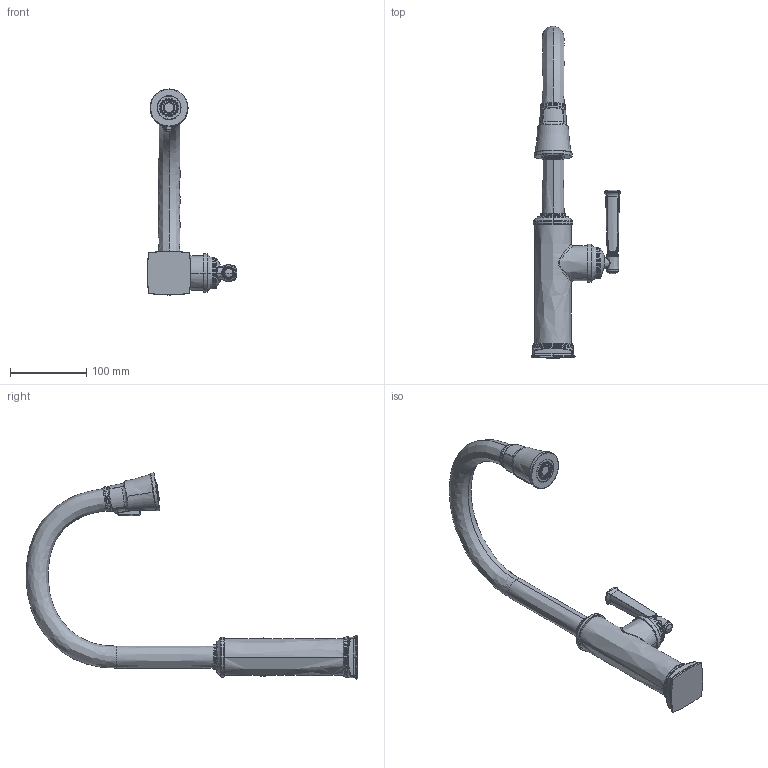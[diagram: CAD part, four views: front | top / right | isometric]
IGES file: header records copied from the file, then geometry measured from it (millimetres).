
Start section:  PTC IGES file: 3160-5103.igs
Global section: file name: 3160-5103.igs; native system: Creo Parametric by PTC Inc.; preprocessor: 2018400; author: jinson.thomas; organization: Unknown; date: 20210408.134649; units: inch
Bounding box: 117.63 x 434.5 x 269.89 mm (x, y, z)
Volume: 834129.5 mm3; surface area: 99845.8 mm2
Topology: 1 solids, 1 shells, 542 faces, 1164 edges, 663 vertices
Faces by surface type: revolution 332, bspline 210
